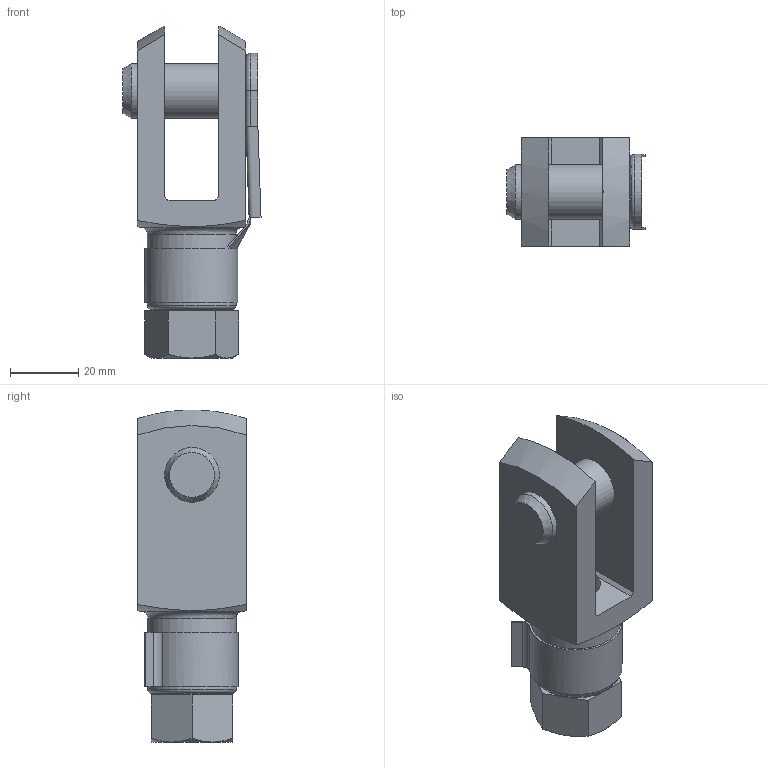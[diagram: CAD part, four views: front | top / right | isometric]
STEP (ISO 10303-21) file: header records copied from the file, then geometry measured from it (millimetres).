
FILE_DESCRIPTION(/* description */ ('STEP AP214'),/* implementation_level */ '2;1');
FILE_NAME(/* name */ '546575_SG-UNF5_8-18-B',/* time_stamp */ '2024-09-15T04:24:23+02:00',/* author */ ('License CC BY-ND 4.0'),/* organization */ ('CADENAS'),/* preprocessor_version */ 'ST-DEVELOPER v19.3',/* originating_system */ 'PARTsolutions',/* authorisation */ ' ');
FILE_SCHEMA (('AUTOMOTIVE_DESIGN {1 0 10303 214 3 1 1}'));
Length unit declared in the file: millimetre
Products named in the file (4): 546575 SG-UNF5/8"-18-B; 546575 SG-UNF5/8"-18-B---(GK); Hex Nuts 5/8 ANSI B18.2.2; 200285 FKB-16X32
Assembly tree (3 placements, depth 2):
  546575 SG-UNF5/8"-18-B
    546575 SG-UNF5/8"-18-B---(GK)
    Hex Nuts 5/8 ANSI B18.2.2
    200285 FKB-16X32
Bounding box: 40.43 x 31.75 x 97.2 mm (x, y, z)
Volume: 50357.9 mm3; surface area: 23204.7 mm2
Topology: 3 solids, 3 shells, 103 faces, 268 edges, 174 vertices
Faces by surface type: plane 55, cylinder 25, cone 13, torus 5, bspline 5
Full cylindrical faces by diameter (mm): 10 x1, 14.348 x2, 15 x1, 16 x3, 18.5 x1, 26 x1
Entity records: 3263 total; most frequent: CARTESIAN_POINT 720, DIRECTION 502, ORIENTED_EDGE 490, EDGE_CURVE 245, AXIS2_PLACEMENT_3D 182, VERTEX_POINT 169, LINE 138, VECTOR 138
